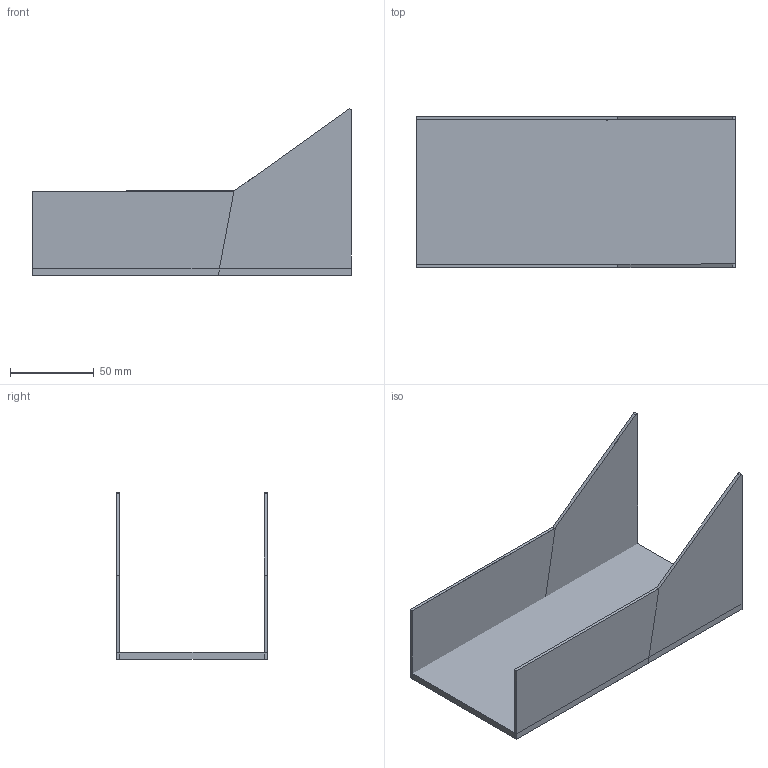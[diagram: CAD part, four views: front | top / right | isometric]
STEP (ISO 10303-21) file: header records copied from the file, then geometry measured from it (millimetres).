
FILE_DESCRIPTION(/* description */ (''),/* implementation_level */ '2;1');
FILE_NAME(/* name */ 'intake',/* time_stamp */ '2019-01-05T15:10:35-05:00',/* author */ (''),/* organization */ (''),/* preprocessor_version */ 'ST-DEVELOPER v16.5',/* originating_system */ '',/* authorisation */ '');
FILE_SCHEMA (('CONFIG_CONTROL_DESIGN'));
Length unit declared in the file: millimetre
Products named in the file (1): Document
Bounding box: 190 x 90 x 99.06 mm (x, y, z)
Volume: 68401.9 mm3; surface area: 82639.8 mm2
Topology: 1 solids, 3 shells, 24 faces, 59 edges, 38 vertices
Faces by surface type: plane 13, bspline 11
Entity records: 797 total; most frequent: CARTESIAN_POINT 316, ORIENTED_EDGE 102, EDGE_CURVE 59, B_SPLINE_CURVE_WITH_KNOTS 59, VERTEX_POINT 38, ADVANCED_FACE 24, FACE_OUTER_BOUND 24, EDGE_LOOP 24
